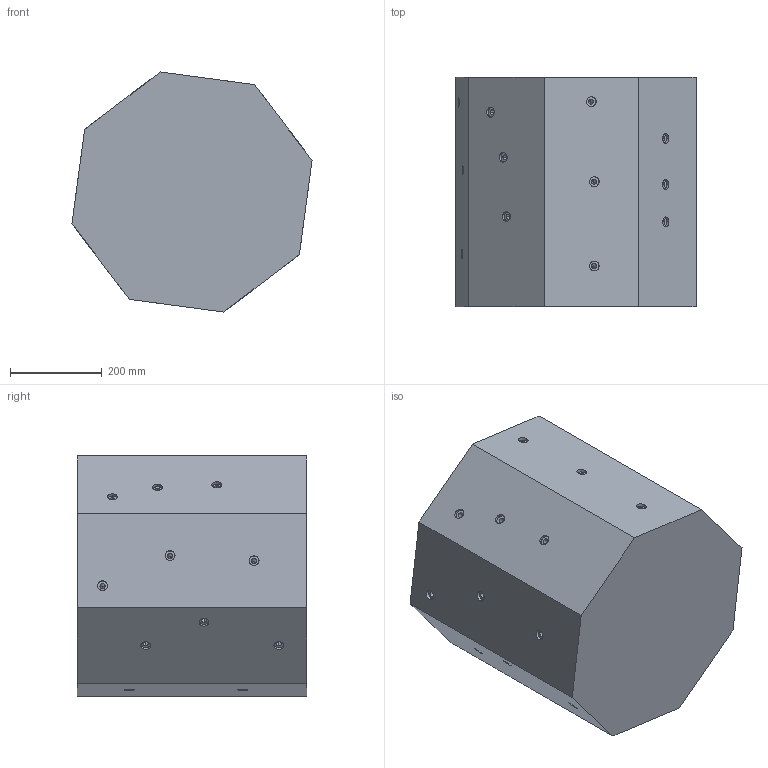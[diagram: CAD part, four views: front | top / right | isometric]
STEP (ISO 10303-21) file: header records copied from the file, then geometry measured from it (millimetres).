
FILE_DESCRIPTION (( 'STEP AP214' ), '1' );
FILE_NAME ('test object 8 hoeken.STEP', '2024-04-11T09:40:30', ( '' ), ( '' ), 'SwSTEP 2.0', 'SolidWorks 2022', '' );
FILE_SCHEMA (( 'AUTOMOTIVE_DESIGN' ));
Length unit declared in the file: millimetre
Products named in the file (1): test object 8 hoeken
Bounding box: 523.19 x 500 x 523.19 mm (x, y, z)
Volume: 103369535.5 mm3; surface area: 1297361.8 mm2
Topology: 1 solids, 1 shells, 206 faces, 472 edges, 268 vertices
Faces by surface type: cylinder 112, cone 56, plane 38
Entity records: 5474 total; most frequent: DIRECTION 1054, CARTESIAN_POINT 891, ORIENTED_EDGE 832, AXIS2_PLACEMENT_3D 431, EDGE_CURVE 416, VERTEX_POINT 268, EDGE_LOOP 262, CIRCLE 224
